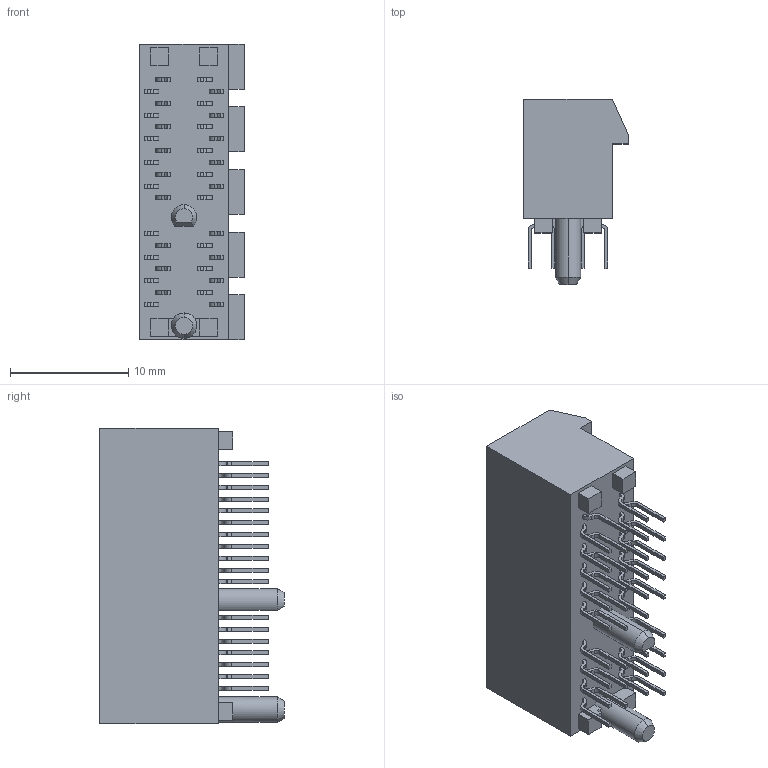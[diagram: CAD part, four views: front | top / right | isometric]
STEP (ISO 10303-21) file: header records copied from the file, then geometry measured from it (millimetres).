
FILE_DESCRIPTION (( 'STEP AP214' ), '1' );
FILE_NAME ('KPCIEX-T36-3BK_rA3.STEP', '2014-02-18T20:05:09', ( '' ), ( '' ), 'SwSTEP 2.0', 'SolidWorks 2012', '' );
FILE_SCHEMA (( 'AUTOMOTIVE_DESIGN' ));
Length unit declared in the file: millimetre
Products named in the file (1): KPCIEX-T36-3BK_rA3
Bounding box: 8.85 x 15.6 x 25 mm (x, y, z)
Volume: 1692.2 mm3; surface area: 1767.5 mm2
Topology: 1 solids, 1 shells, 502 faces, 1333 edges, 875 vertices
Faces by surface type: plane 350, cylinder 148, cone 4
Entity records: 16695 total; most frequent: CARTESIAN_POINT 2717, ORIENTED_EDGE 2666, DIRECTION 2641, EDGE_CURVE 1333, LINE 1027, VECTOR 1027, VERTEX_POINT 875, AXIS2_PLACEMENT_3D 807
